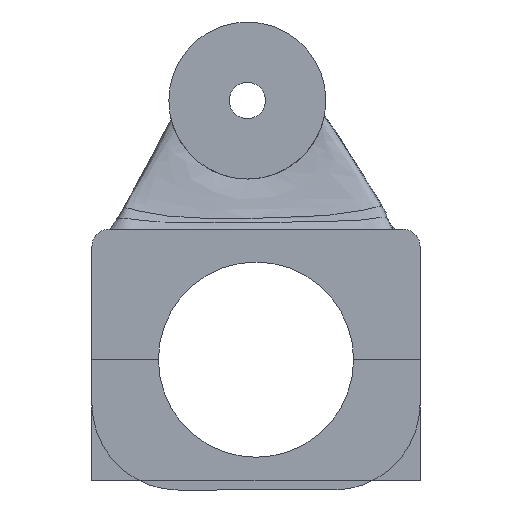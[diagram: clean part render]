
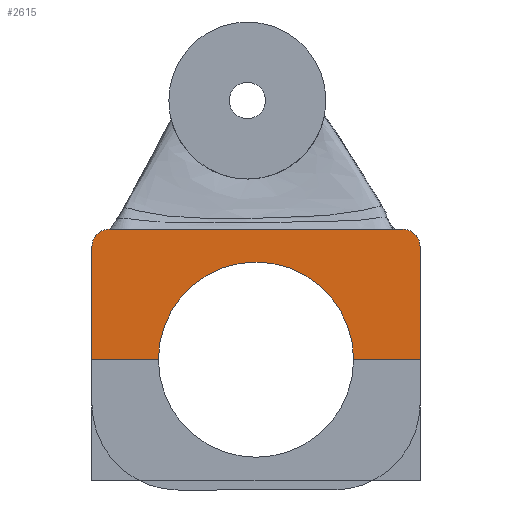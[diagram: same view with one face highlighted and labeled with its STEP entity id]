
A CAD part, left-side view. The second image highlights one B-rep face of the part: STEP entity #2615.
In plain terms, the highlighted planar face has unit normal (-1, 0, 0).
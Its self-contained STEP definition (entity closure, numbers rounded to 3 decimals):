
#93=PLANE('',#2812);
#196=FACE_OUTER_BOUND('',#350,.T.);
#350=EDGE_LOOP('',(#2146,#2147,#2148,#2149,#2150,#2151,#2152,#2153));
#425=CIRCLE('',#2809,1.);
#427=CIRCLE('',#2813,5.65);
#428=CIRCLE('',#2814,1.);
#782=LINE('',#8420,#911);
#785=LINE('',#8590,#914);
#786=LINE('',#8592,#915);
#787=LINE('',#8596,#916);
#788=LINE('',#8598,#917);
#911=VECTOR('',#3141,10.);
#914=VECTOR('',#3146,10.);
#915=VECTOR('',#3147,10.);
#916=VECTOR('',#3150,10.);
#917=VECTOR('',#3151,10.);
#1120=VERTEX_POINT('',#8410);
#1121=VERTEX_POINT('',#8411);
#1124=VERTEX_POINT('',#8419);
#1134=VERTEX_POINT('',#8589);
#1135=VERTEX_POINT('',#8591);
#1136=VERTEX_POINT('',#8593);
#1137=VERTEX_POINT('',#8595);
#1138=VERTEX_POINT('',#8597);
#1470=EDGE_CURVE('',#1120,#1121,#425,.T.);
#1474=EDGE_CURVE('',#1124,#1121,#782,.T.);
#1485=EDGE_CURVE('',#1134,#1120,#785,.T.);
#1486=EDGE_CURVE('',#1134,#1135,#786,.T.);
#1487=EDGE_CURVE('',#1135,#1136,#427,.T.);
#1488=EDGE_CURVE('',#1136,#1137,#787,.T.);
#1489=EDGE_CURVE('',#1137,#1138,#788,.T.);
#1490=EDGE_CURVE('',#1124,#1138,#428,.T.);
#2146=ORIENTED_EDGE('',*,*,#1470,.F.);
#2147=ORIENTED_EDGE('',*,*,#1485,.F.);
#2148=ORIENTED_EDGE('',*,*,#1486,.T.);
#2149=ORIENTED_EDGE('',*,*,#1487,.T.);
#2150=ORIENTED_EDGE('',*,*,#1488,.T.);
#2151=ORIENTED_EDGE('',*,*,#1489,.T.);
#2152=ORIENTED_EDGE('',*,*,#1490,.F.);
#2153=ORIENTED_EDGE('',*,*,#1474,.T.);
#2615=ADVANCED_FACE('',(#196),#93,.F.);
#2809=AXIS2_PLACEMENT_3D('',#8412,#3133,#3134);
#2812=AXIS2_PLACEMENT_3D('',#8588,#3144,#3145);
#2813=AXIS2_PLACEMENT_3D('',#8594,#3148,#3149);
#2814=AXIS2_PLACEMENT_3D('',#8599,#3152,#3153);
#3133=DIRECTION('center_axis',(1.,0.,0.));
#3134=DIRECTION('ref_axis',(0.,0.707,0.707));
#3141=DIRECTION('',(0.,1.,0.));
#3144=DIRECTION('center_axis',(1.,0.,0.));
#3145=DIRECTION('ref_axis',(0.,0.,-1.));
#3146=DIRECTION('',(0.,0.,1.));
#3147=DIRECTION('',(0.,-1.,0.));
#3148=DIRECTION('center_axis',(1.,0.,0.));
#3149=DIRECTION('ref_axis',(0.,1.,0.));
#3150=DIRECTION('',(0.,-1.,0.));
#3151=DIRECTION('',(0.,0.,1.));
#3152=DIRECTION('center_axis',(1.,0.,0.));
#3153=DIRECTION('ref_axis',(0.,-0.707,0.707));
#8410=CARTESIAN_POINT('',(0.,19.,13.545));
#8411=CARTESIAN_POINT('',(0.,18.,14.545));
#8412=CARTESIAN_POINT('Origin',(0.,18.,13.545));
#8419=CARTESIAN_POINT('',(0.,1.,14.545));
#8420=CARTESIAN_POINT('',(0.,9.5,14.545));
#8588=CARTESIAN_POINT('Origin',(0.,9.5,
14.));
#8589=CARTESIAN_POINT('',(0.,19.,7.));
#8590=CARTESIAN_POINT('',(0.,19.,14.));
#8591=CARTESIAN_POINT('',(0.,15.15,7.));
#8592=CARTESIAN_POINT('',(0.,9.5,7.));
#8593=CARTESIAN_POINT('',(0.,3.85,7.));
#8594=CARTESIAN_POINT('Origin',(0.,9.5,
7.));
#8595=CARTESIAN_POINT('',(0.,0.,7.));
#8596=CARTESIAN_POINT('',(0.,9.5,7.));
#8597=CARTESIAN_POINT('',(0.,0.,13.545));
#8598=CARTESIAN_POINT('',(0.,0.,14.));
#8599=CARTESIAN_POINT('Origin',(0.,1.,
13.545));
